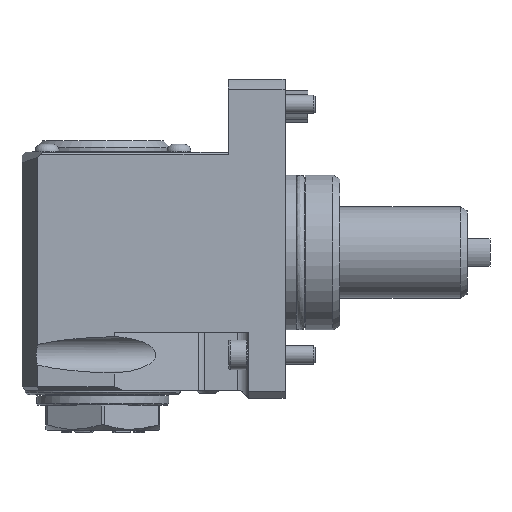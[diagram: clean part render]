
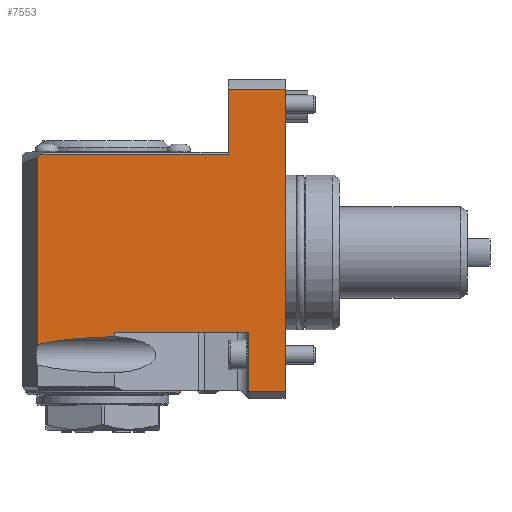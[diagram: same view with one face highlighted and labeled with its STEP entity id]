
A CAD part, top view. The second image highlights one B-rep face of the part: STEP entity #7553.
In plain terms, the highlighted planar face has unit normal (0, 0, 1).
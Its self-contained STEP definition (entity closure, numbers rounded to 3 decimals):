
#38=ELLIPSE('',#8183,46.07,8.);
#141=LINE('',#11599,#735);
#196=LINE('',#11765,#790);
#199=LINE('',#11773,#793);
#200=LINE('',#11779,#794);
#202=LINE('',#11783,#796);
#205=LINE('',#11789,#799);
#208=LINE('',#11799,#802);
#215=LINE('',#11813,#809);
#218=LINE('',#11818,#812);
#219=LINE('',#11820,#813);
#735=VECTOR('',#9271,1000.);
#790=VECTOR('',#9440,1000.);
#793=VECTOR('',#9447,1000.);
#794=VECTOR('',#9456,1000.);
#796=VECTOR('',#9460,1000.);
#799=VECTOR('',#9465,1000.);
#802=VECTOR('',#9474,1000.);
#809=VECTOR('',#9487,1000.);
#812=VECTOR('',#9494,1000.);
#813=VECTOR('',#9497,1000.);
#1674=PLANE('',#8195);
#2481=ORIENTED_EDGE('',*,*,#4228,.F.);
#2482=ORIENTED_EDGE('',*,*,#4337,.T.);
#2483=ORIENTED_EDGE('',*,*,#4326,.T.);
#2484=ORIENTED_EDGE('',*,*,#4321,.T.);
#2485=ORIENTED_EDGE('',*,*,#4318,.T.);
#2486=ORIENTED_EDGE('',*,*,#4316,.F.);
#2487=ORIENTED_EDGE('',*,*,#4315,.T.);
#2488=ORIENTED_EDGE('',*,*,#4313,.T.);
#2489=ORIENTED_EDGE('',*,*,#4309,.F.);
#2490=ORIENTED_EDGE('',*,*,#4333,.F.);
#2491=ORIENTED_EDGE('',*,*,#4336,.T.);
#4228=EDGE_CURVE('',#5222,#5216,#141,.T.);
#4309=EDGE_CURVE('',#5277,#5278,#196,.T.);
#4313=EDGE_CURVE('',#5279,#5278,#199,.T.);
#4315=EDGE_CURVE('',#5280,#5279,#38,.T.);
#4316=EDGE_CURVE('',#5280,#5281,#200,.T.);
#4318=EDGE_CURVE('',#5282,#5281,#202,.T.);
#4321=EDGE_CURVE('',#5283,#5282,#205,.T.);
#4326=EDGE_CURVE('',#5284,#5283,#208,.T.);
#4333=EDGE_CURVE('',#5291,#5277,#215,.T.);
#4336=EDGE_CURVE('',#5291,#5216,#218,.T.);
#4337=EDGE_CURVE('',#5222,#5284,#219,.F.);
#5216=VERTEX_POINT('',#11586);
#5222=VERTEX_POINT('',#11598);
#5277=VERTEX_POINT('',#11766);
#5278=VERTEX_POINT('',#11767);
#5279=VERTEX_POINT('',#11772);
#5280=VERTEX_POINT('',#11776);
#5281=VERTEX_POINT('',#11780);
#5282=VERTEX_POINT('',#11784);
#5283=VERTEX_POINT('',#11788);
#5284=VERTEX_POINT('',#11792);
#5291=VERTEX_POINT('',#11812);
#6332=EDGE_LOOP('',(#2481,#2482,#2483,#2484,#2485,#2486,#2487,#2488,#2489,
#2490,#2491));
#6972=FACE_BOUND('',#6332,.T.);
#7553=ADVANCED_FACE('',(#6972),#1674,.F.);
#8183=AXIS2_PLACEMENT_3D('',#11777,#9452,#9453);
#8195=AXIS2_PLACEMENT_3D('',#11819,#9495,#9496);
#9271=DIRECTION('',(0.,-1.,0.));
#9440=DIRECTION('',(-1.,0.,0.));
#9447=DIRECTION('',(0.,1.,0.));
#9452=DIRECTION('',(0.,0.,-1.));
#9453=DIRECTION('',(-1.,0.,0.));
#9456=DIRECTION('',(0.,1.,0.));
#9460=DIRECTION('',(-0.719,-0.695,0.));
#9465=DIRECTION('',(-1.,0.,0.));
#9474=DIRECTION('',(0.,-1.,0.));
#9487=DIRECTION('',(0.,1.,0.));
#9494=DIRECTION('',(1.,0.,0.));
#9495=DIRECTION('',(0.,0.,-1.));
#9496=DIRECTION('',(-1.,0.,0.));
#9497=DIRECTION('',(1.,0.,0.));
#11586=CARTESIAN_POINT('',(0.,-61.,43.));
#11598=CARTESIAN_POINT('',(0.,71.577,43.));
#11599=CARTESIAN_POINT('',(0.,76.,43.));
#11765=CARTESIAN_POINT('',(-156.,-35.,43.));
#11766=CARTESIAN_POINT('',(-16.,-35.,43.));
#11767=CARTESIAN_POINT('',(-75.,-35.,43.));
#11772=CARTESIAN_POINT('',(-75.,-37.039,43.));
#11773=CARTESIAN_POINT('',(-75.,-292.102,43.));
#11776=CARTESIAN_POINT('',(-108.665,-40.525,43.));
#11777=CARTESIAN_POINT('',(-70.476,-45.,43.));
#11779=CARTESIAN_POINT('',(-108.665,76.,43.));
#11780=CARTESIAN_POINT('',(-108.665,41.682,43.));
#11783=CARTESIAN_POINT('',(-116.004,34.593,43.));
#11784=CARTESIAN_POINT('',(-107.301,43.,43.));
#11788=CARTESIAN_POINT('',(-25.,43.,43.));
#11789=CARTESIAN_POINT('',(-106.266,43.,43.));
#11792=CARTESIAN_POINT('',(-25.,71.577,43.));
#11799=CARTESIAN_POINT('',(-25.,76.,43.));
#11812=CARTESIAN_POINT('',(-16.,-61.,43.));
#11813=CARTESIAN_POINT('',(-16.,76.,43.));
#11818=CARTESIAN_POINT('',(-156.,-61.,43.));
#11819=CARTESIAN_POINT('',(-156.,76.,43.));
#11820=CARTESIAN_POINT('',(-30.,71.577,43.));
